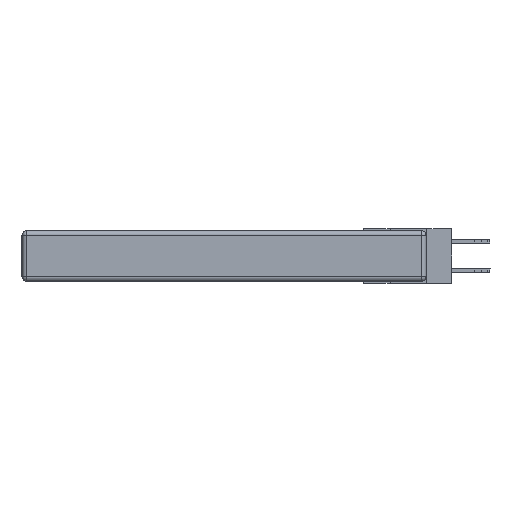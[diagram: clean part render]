
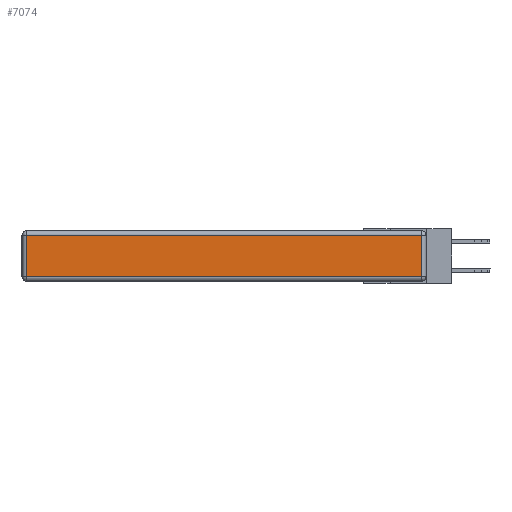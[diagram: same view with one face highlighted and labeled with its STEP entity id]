
A CAD part, left-side view. The second image highlights one B-rep face of the part: STEP entity #7074.
In plain terms, the highlighted planar face has unit normal (-1, 0, 0).
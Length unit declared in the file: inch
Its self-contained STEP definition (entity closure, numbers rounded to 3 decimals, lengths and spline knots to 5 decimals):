
#352 = DIRECTION ( 'NONE',  ( -1., 0., 0. ) ) ;
#361 = ORIENTED_EDGE ( 'NONE', *, *, #18202, .T. ) ;
#529 = CARTESIAN_POINT ( 'NONE',  ( 0., 0., -0.343 ) ) ;
#793 = VERTEX_POINT ( 'NONE', #7099 ) ;
#2147 = VECTOR ( 'NONE', #20156, 39.37008 ) ;
#2172 = DIRECTION ( 'NONE',  ( 0., 0., 1. ) ) ;
#2220 = EDGE_LOOP ( 'NONE', ( #361, #25392, #2323, #22130 ) ) ;
#2323 = ORIENTED_EDGE ( 'NONE', *, *, #11013, .T. ) ;
#3765 = LINE ( 'NONE', #25012, #25491 ) ;
#4038 = CARTESIAN_POINT ( 'NONE',  ( 0., 0., -0.313 ) ) ;
#4605 = EDGE_CURVE ( 'NONE', #793, #22542, #22668, .T. ) ;
#4729 = AXIS2_PLACEMENT_3D ( 'NONE', #529, #352, #2172 ) ;
#6842 = CARTESIAN_POINT ( 'NONE',  ( 0., 0.03, -0.343 ) ) ;
#7074 = ADVANCED_FACE ( 'NONE', ( #8047 ), #14101, .T. ) ;
#7099 = CARTESIAN_POINT ( 'NONE',  ( 0., 0.03, -0.313 ) ) ;
#7472 = LINE ( 'NONE', #17827, #2147 ) ;
#8047 = FACE_OUTER_BOUND ( 'NONE', #2220, .T. ) ;
#8204 = VERTEX_POINT ( 'NONE', #18553 ) ;
#10698 = CARTESIAN_POINT ( 'NONE',  ( 0., 0.03, -0.03 ) ) ;
#11013 = EDGE_CURVE ( 'NONE', #22542, #24268, #3765, .T. ) ;
#11920 = EDGE_CURVE ( 'NONE', #24268, #8204, #7472, .T. ) ;
#12508 = VECTOR ( 'NONE', #16006, 39.37008 ) ;
#13052 = CARTESIAN_POINT ( 'NONE',  ( 0., 2.72, -0.03 ) ) ;
#14101 = PLANE ( 'NONE',  #4729 ) ;
#15209 = VECTOR ( 'NONE', #20719, 39.37008 ) ;
#16006 = DIRECTION ( 'NONE',  ( 0., -1., 0. ) ) ;
#17827 = CARTESIAN_POINT ( 'NONE',  ( 0., 2.72, -0.343 ) ) ;
#18202 = EDGE_CURVE ( 'NONE', #8204, #793, #22434, .T. ) ;
#18553 = CARTESIAN_POINT ( 'NONE',  ( 0., 2.72, -0.313 ) ) ;
#20156 = DIRECTION ( 'NONE',  ( 0., 0., -1. ) ) ;
#20719 = DIRECTION ( 'NONE',  ( 0., 0., 1. ) ) ;
#22130 = ORIENTED_EDGE ( 'NONE', *, *, #11920, .T. ) ;
#22434 = LINE ( 'NONE', #4038, #12508 ) ;
#22542 = VERTEX_POINT ( 'NONE', #10698 ) ;
#22668 = LINE ( 'NONE', #6842, #15209 ) ;
#22928 = DIRECTION ( 'NONE',  ( 0., 1., 0. ) ) ;
#24268 = VERTEX_POINT ( 'NONE', #13052 ) ;
#25012 = CARTESIAN_POINT ( 'NONE',  ( 0., 2.75, -0.03 ) ) ;
#25392 = ORIENTED_EDGE ( 'NONE', *, *, #4605, .T. ) ;
#25491 = VECTOR ( 'NONE', #22928, 39.37008 ) ;
